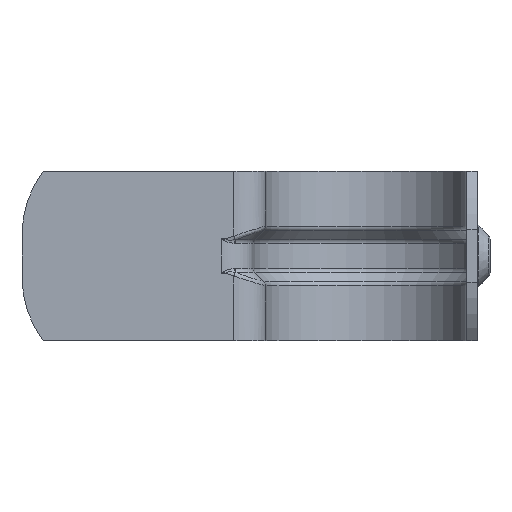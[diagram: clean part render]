
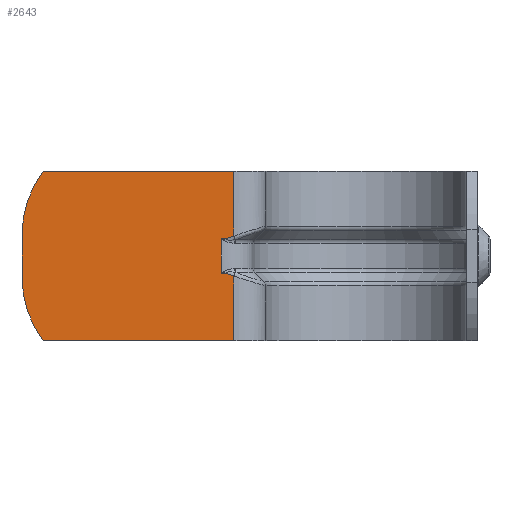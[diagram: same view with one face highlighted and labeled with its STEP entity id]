
A CAD part, front view. The second image highlights one B-rep face of the part: STEP entity #2643.
In plain terms, the highlighted planar face has unit normal (0, -1, 0).
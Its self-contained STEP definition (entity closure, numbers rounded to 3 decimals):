
#35=PLANE('',#2876);
#118=B_SPLINE_CURVE_WITH_KNOTS('',3,(#3813,#3814,#3815,#3816),
 .UNSPECIFIED.,.F.,.F.,(4,4),(-1.279,-1.155),
 .UNSPECIFIED.);
#125=B_SPLINE_CURVE_WITH_KNOTS('',3,(#4012,#4013,#4014,#4015),
 .UNSPECIFIED.,.F.,.F.,(4,4),(-0.124,0.),.UNSPECIFIED.);
#292=LINE('',#3781,#475);
#319=LINE('',#4046,#502);
#320=LINE('',#4049,#503);
#321=LINE('',#4053,#504);
#322=LINE('',#4057,#505);
#323=LINE('',#4060,#506);
#475=VECTOR('',#3098,10.);
#502=VECTOR('',#3223,10.);
#503=VECTOR('',#3226,10.);
#504=VECTOR('',#3231,10.);
#505=VECTOR('',#3234,10.);
#506=VECTOR('',#3237,10.);
#703=FACE_OUTER_BOUND('',#871,.T.);
#871=EDGE_LOOP('',(#1951,#1952,#1953,#1954,#1955,#1956,#1957,#1958,#1959,
#1960));
#1050=CIRCLE('',#2877,10.);
#1051=CIRCLE('',#2878,10.);
#1130=VERTEX_POINT('',#3712);
#1141=VERTEX_POINT('',#3780);
#1144=VERTEX_POINT('',#3811);
#1163=VERTEX_POINT('',#3984);
#1170=VERTEX_POINT('',#4044);
#1171=VERTEX_POINT('',#4048);
#1172=VERTEX_POINT('',#4052);
#1173=VERTEX_POINT('',#4054);
#1174=VERTEX_POINT('',#4056);
#1175=VERTEX_POINT('',#4058);
#1400=EDGE_CURVE('',#1130,#1141,#292,.T.);
#1405=EDGE_CURVE('',#1144,#1130,#118,.T.);
#1446=EDGE_CURVE('',#1141,#1163,#125,.T.);
#1461=EDGE_CURVE('',#1144,#1170,#319,.T.);
#1462=EDGE_CURVE('',#1171,#1163,#320,.T.);
#1464=EDGE_CURVE('',#1172,#1170,#321,.T.);
#1465=EDGE_CURVE('',#1172,#1173,#1050,.T.);
#1466=EDGE_CURVE('',#1174,#1173,#322,.T.);
#1467=EDGE_CURVE('',#1174,#1175,#1051,.T.);
#1468=EDGE_CURVE('',#1171,#1175,#323,.T.);
#1951=ORIENTED_EDGE('',*,*,#1405,.F.);
#1952=ORIENTED_EDGE('',*,*,#1461,.T.);
#1953=ORIENTED_EDGE('',*,*,#1464,.F.);
#1954=ORIENTED_EDGE('',*,*,#1465,.T.);
#1955=ORIENTED_EDGE('',*,*,#1466,.F.);
#1956=ORIENTED_EDGE('',*,*,#1467,.T.);
#1957=ORIENTED_EDGE('',*,*,#1468,.F.);
#1958=ORIENTED_EDGE('',*,*,#1462,.T.);
#1959=ORIENTED_EDGE('',*,*,#1446,.F.);
#1960=ORIENTED_EDGE('',*,*,#1400,.F.);
#2643=ADVANCED_FACE('',(#703),#35,.T.);
#2876=AXIS2_PLACEMENT_3D('',#4051,#3229,#3230);
#2877=AXIS2_PLACEMENT_3D('',#4055,#3232,#3233);
#2878=AXIS2_PLACEMENT_3D('',#4059,#3235,#3236);
#3098=DIRECTION('',(0.,0.,-1.));
#3223=DIRECTION('',(0.,0.,1.));
#3226=DIRECTION('',(0.,0.,1.));
#3229=DIRECTION('center_axis',(0.,-1.,0.));
#3230=DIRECTION('ref_axis',(1.,0.,0.));
#3231=DIRECTION('',(1.,0.,0.));
#3232=DIRECTION('center_axis',(0.,-1.,0.));
#3233=DIRECTION('ref_axis',(1.,0.,0.));
#3234=DIRECTION('',(0.,0.,1.));
#3235=DIRECTION('center_axis',(0.,-1.,0.));
#3236=DIRECTION('ref_axis',(0.8,0.,0.6));
#3237=DIRECTION('',(-1.,0.,0.));
#3712=CARTESIAN_POINT('',(-13.7,-9.5,1.607));
#3780=CARTESIAN_POINT('',(-13.7,-9.5,-1.607));
#3781=CARTESIAN_POINT('',(-13.7,-9.5,0.));
#3811=CARTESIAN_POINT('',(-12.5,-9.5,1.88));
#3813=CARTESIAN_POINT('Ctrl Pts',(-12.5,-9.5,1.88));
#3814=CARTESIAN_POINT('Ctrl Pts',(-12.879,-9.5,1.716));
#3815=CARTESIAN_POINT('Ctrl Pts',(-13.287,-9.5,1.607));
#3816=CARTESIAN_POINT('Ctrl Pts',(-13.7,-9.5,1.607));
#3984=CARTESIAN_POINT('',(-12.5,-9.5,-1.88));
#4012=CARTESIAN_POINT('Ctrl Pts',(-13.7,-9.5,-1.607));
#4013=CARTESIAN_POINT('Ctrl Pts',(-13.287,-9.5,-1.607));
#4014=CARTESIAN_POINT('Ctrl Pts',(-12.879,-9.5,-1.716));
#4015=CARTESIAN_POINT('Ctrl Pts',(-12.5,-9.5,-1.88));
#4044=CARTESIAN_POINT('',(-12.5,-9.5,8.));
#4046=CARTESIAN_POINT('',(-12.5,-9.5,0.));
#4048=CARTESIAN_POINT('',(-12.5,-9.5,-8.));
#4049=CARTESIAN_POINT('',(-12.5,-9.5,0.));
#4051=CARTESIAN_POINT('Origin',(-32.5,-9.5,0.));
#4052=CARTESIAN_POINT('',(-30.5,-9.5,8.));
#4053=CARTESIAN_POINT('',(-32.5,-9.5,8.));
#4054=CARTESIAN_POINT('',(-32.5,-9.5,2.));
#4055=CARTESIAN_POINT('Origin',(-22.5,-9.5,2.));
#4056=CARTESIAN_POINT('',(-32.5,-9.5,-2.));
#4057=CARTESIAN_POINT('',(-32.5,-9.5,0.));
#4058=CARTESIAN_POINT('',(-30.5,-9.5,-8.));
#4059=CARTESIAN_POINT('Origin',(-22.5,-9.5,-2.));
#4060=CARTESIAN_POINT('',(-32.5,-9.5,-8.));
